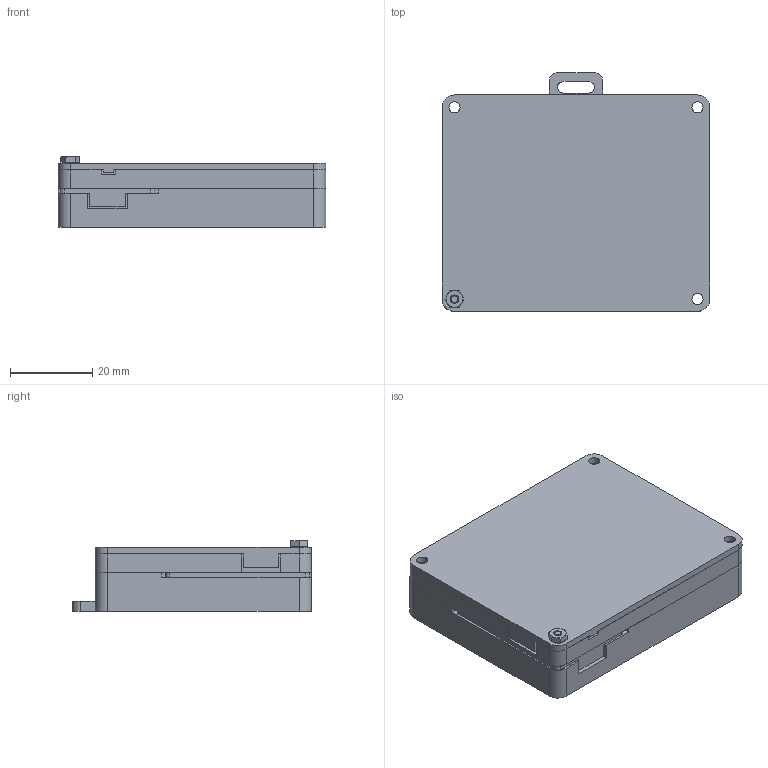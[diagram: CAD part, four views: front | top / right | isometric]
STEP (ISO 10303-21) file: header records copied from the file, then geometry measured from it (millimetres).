
FILE_DESCRIPTION(/* description */ ('STEP AP242','CAx-IF Rec.Pracs.---Representation and Presentation of Product Manufacturing Information (PMI)---4.0---2014-10-13','CAx-IF Rec.Pracs.---3D Tessellated Geometry---0.4---2014-09-14','2;1'),/* implementation_level */ '2;1');
FILE_NAME(/* name */ '426fe37d-38b2-4279-8ac0-f70bdc9f27d4',/* time_stamp */ '2023-03-10T21:52:56+00:00',/* author */ (''),/* organization */ (''),/* preprocessor_version */ 'ST-DEVELOPER v18.102',/* originating_system */ ' ',/* authorisation */ ' ');
FILE_SCHEMA (('AP242_MANAGED_MODEL_BASED_3D_ENGINEERING_MIM_LF { 1 0 10303 442 1 1 4 }'));
Length unit declared in the file: metre
Products named in the file (8): Assembly 1; Back; Hex nut grade A & B M2x0.4; Middle layer; PCB Tufty 2040; PCB Lipo Amigo Pro; PH Pan head screw M2x0.40 x 10; Battery Galleon
Assembly tree (7 placements, depth 2):
  Assembly 1
    Back
    Hex nut grade A & B M2x0.4
    Middle layer
    PCB Tufty 2040
    PCB Lipo Amigo Pro
    PH Pan head screw M2x0.40 x 10
    Battery Galleon
Bounding box: 65.2 x 58.2 x 17.25 mm (x, y, z)
Volume: 27172.3 mm3; surface area: 27644 mm2
Topology: 7 solids, 7 shells, 270 faces, 722 edges, 476 vertices
Faces by surface type: plane 197, cylinder 57, cone 12, torus 2, bspline 1, sphere 1
Full cylindrical faces by diameter (mm): 1.567 x1, 2 x1, 2.2 x3, 2.7 x12, 4 x3, 4.4 x4
Entity records: 8447 total; most frequent: CARTESIAN_POINT 1503, DIRECTION 1375, ORIENTED_EDGE 1360, EDGE_CURVE 680, LINE 495, VECTOR 495, VERTEX_POINT 468, AXIS2_PLACEMENT_3D 440
